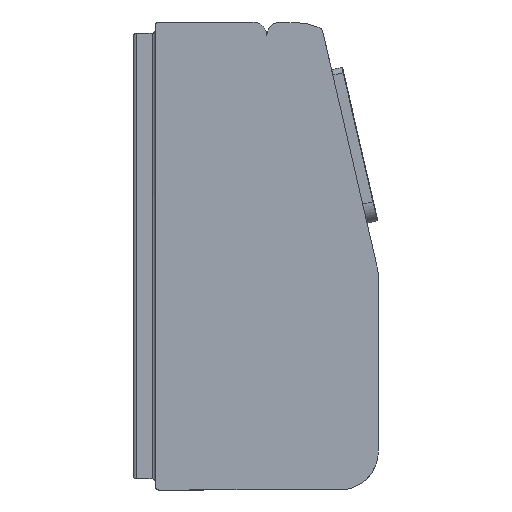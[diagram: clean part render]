
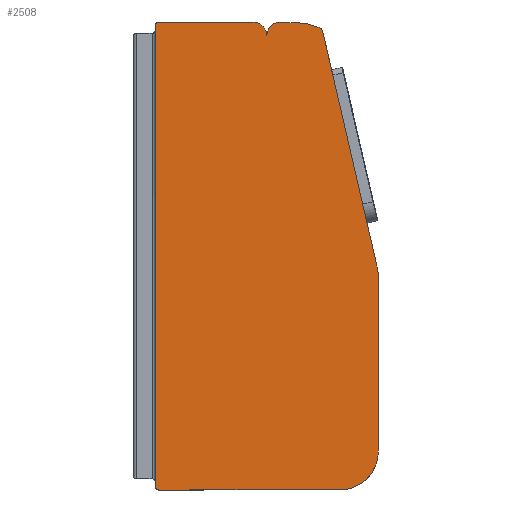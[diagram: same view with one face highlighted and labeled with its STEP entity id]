
A CAD part, left-side view. The second image highlights one B-rep face of the part: STEP entity #2508.
In plain terms, the highlighted planar face has unit normal (-1, 0, 0).
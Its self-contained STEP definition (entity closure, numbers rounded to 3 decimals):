
#2203=CARTESIAN_POINT('Line Origine',(-147.5,-104.,0.)) ;
#2207=CARTESIAN_POINT('Vertex',(-147.5,-23.,0.)) ;
#2209=CARTESIAN_POINT('Vertex',(-147.5,-185.,0.)) ;
#2235=CARTESIAN_POINT('Axis2P3D Location',(-147.5,-23.,3.)) ;
#2239=CARTESIAN_POINT('Vertex',(-147.5,-20.,3.)) ;
#2260=CARTESIAN_POINT('Line Origine',(-147.5,-20.,210.)) ;
#2264=CARTESIAN_POINT('Vertex',(-147.5,-20.,417.)) ;
#2319=CARTESIAN_POINT('Axis2P3D Location',(-147.5,-23.,417.)) ;
#2323=CARTESIAN_POINT('Vertex',(-147.5,-23.,420.)) ;
#2344=CARTESIAN_POINT('Line Origine',(-147.5,-65.25,420.)) ;
#2348=CARTESIAN_POINT('Vertex',(-147.5,-107.5,420.)) ;
#2369=CARTESIAN_POINT('Axis2P3D Location',(-147.5,-107.5,407.5)) ;
#2373=CARTESIAN_POINT('Vertex',(-147.5,-120.,407.5)) ;
#2389=CARTESIAN_POINT('Axis2P3D Location',(-147.5,-161.64,201.776)) ;
#2395=CARTESIAN_POINT('Control Point',(-147.5,-185.,0.)) ;
#2396=CARTESIAN_POINT('Control Point',(-147.5,-188.188,0.)) ;
#2397=CARTESIAN_POINT('Control Point',(-147.5,-191.376,0.363)) ;
#2398=CARTESIAN_POINT('Control Point',(-147.5,-194.509,1.089)) ;
#2399=CARTESIAN_POINT('Control Point',(-147.5,-200.555,3.242)) ;
#2400=CARTESIAN_POINT('Control Point',(-147.5,-205.962,6.698)) ;
#2401=CARTESIAN_POINT('Control Point',(-147.5,-208.456,8.728)) ;
#2402=CARTESIAN_POINT('Control Point',(-147.5,-212.938,13.321)) ;
#2403=CARTESIAN_POINT('Control Point',(-147.5,-216.274,18.803)) ;
#2404=CARTESIAN_POINT('Control Point',(-147.5,-217.621,21.724)) ;
#2405=CARTESIAN_POINT('Control Point',(-147.5,-219.074,26.14)) ;
#2406=CARTESIAN_POINT('Control Point',(-147.5,-219.781,30.711)) ;
#2407=CARTESIAN_POINT('Control Point',(-147.5,-219.927,32.137)) ;
#2408=CARTESIAN_POINT('Control Point',(-147.5,-220.,33.569)) ;
#2409=CARTESIAN_POINT('Control Point',(-147.5,-220.,35.)) ;
#2410=CARTESIAN_POINT('Vertex',(-147.5,-220.,35.)) ;
#2413=CARTESIAN_POINT('Line Origine',(-147.5,-220.,112.402)) ;
#2417=CARTESIAN_POINT('Vertex',(-147.5,-220.,189.803)) ;
#2421=CARTESIAN_POINT('Control Point',(-147.5,-220.,189.803)) ;
#2422=CARTESIAN_POINT('Control Point',(-147.5,-220.,192.072)) ;
#2423=CARTESIAN_POINT('Control Point',(-147.5,-219.871,194.341)) ;
#2424=CARTESIAN_POINT('Control Point',(-147.5,-219.614,196.6)) ;
#2425=CARTESIAN_POINT('Control Point',(-147.5,-219.229,198.84)) ;
#2426=CARTESIAN_POINT('Control Point',(-147.5,-218.719,201.051)) ;
#2427=CARTESIAN_POINT('Vertex',(-147.5,-218.719,201.051)) ;
#2430=CARTESIAN_POINT('Line Origine',(-147.5,-194.427,306.27)) ;
#2434=CARTESIAN_POINT('Vertex',(-147.5,-170.135,411.49)) ;
#2438=CARTESIAN_POINT('Control Point',(-147.5,-170.135,411.49)) ;
#2439=CARTESIAN_POINT('Control Point',(-147.5,-170.012,412.024)) ;
#2440=CARTESIAN_POINT('Control Point',(-147.5,-169.815,412.54)) ;
#2441=CARTESIAN_POINT('Control Point',(-147.5,-169.549,413.027)) ;
#2442=CARTESIAN_POINT('Control Point',(-147.5,-168.93,413.862)) ;
#2443=CARTESIAN_POINT('Control Point',(-147.5,-168.121,414.511)) ;
#2444=CARTESIAN_POINT('Control Point',(-147.5,-167.707,414.767)) ;
#2445=CARTESIAN_POINT('Control Point',(-147.5,-167.266,414.971)) ;
#2446=CARTESIAN_POINT('Control Point',(-147.5,-166.808,415.12)) ;
#2447=CARTESIAN_POINT('Vertex',(-147.5,-166.808,415.12)) ;
#2450=CARTESIAN_POINT('Line Origine',(-147.5,-161.617,416.807)) ;
#2454=CARTESIAN_POINT('Vertex',(-147.5,-156.427,418.494)) ;
#2458=CARTESIAN_POINT('Control Point',(-147.5,-156.427,418.494)) ;
#2459=CARTESIAN_POINT('Control Point',(-147.5,-156.058,418.613)) ;
#2460=CARTESIAN_POINT('Control Point',(-147.5,-155.682,418.709)) ;
#2461=CARTESIAN_POINT('Control Point',(-147.5,-155.3,418.78)) ;
#2462=CARTESIAN_POINT('Control Point',(-147.5,-154.914,418.825)) ;
#2463=CARTESIAN_POINT('Control Point',(-147.5,-154.527,418.846)) ;
#2464=CARTESIAN_POINT('Vertex',(-147.5,-154.527,418.846)) ;
#2467=CARTESIAN_POINT('Line Origine',(-147.5,-143.514,419.423)) ;
#2471=CARTESIAN_POINT('Vertex',(-147.5,-132.5,420.)) ;
#2475=CARTESIAN_POINT('Control Point',(-147.5,-132.5,420.)) ;
#2476=CARTESIAN_POINT('Control Point',(-147.5,-131.288,420.)) ;
#2477=CARTESIAN_POINT('Control Point',(-147.5,-130.075,419.853)) ;
#2478=CARTESIAN_POINT('Control Point',(-147.5,-128.886,419.559)) ;
#2479=CARTESIAN_POINT('Control Point',(-147.5,-126.604,418.689)) ;
#2480=CARTESIAN_POINT('Control Point',(-147.5,-124.596,417.298)) ;
#2481=CARTESIAN_POINT('Control Point',(-147.5,-123.681,416.484)) ;
#2482=CARTESIAN_POINT('Control Point',(-147.5,-122.068,414.65)) ;
#2483=CARTESIAN_POINT('Control Point',(-147.5,-120.94,412.484)) ;
#2484=CARTESIAN_POINT('Control Point',(-147.5,-120.51,411.337)) ;
#2485=CARTESIAN_POINT('Control Point',(-147.5,-120.156,409.866)) ;
#2486=CARTESIAN_POINT('Control Point',(-147.5,-120.025,408.369)) ;
#2487=CARTESIAN_POINT('Control Point',(-147.5,-120.008,408.079)) ;
#2488=CARTESIAN_POINT('Control Point',(-147.5,-120.,407.79)) ;
#2489=CARTESIAN_POINT('Control Point',(-147.5,-120.,407.5)) ;
#2205=VECTOR('Line Direction',#2204,1.) ;
#2262=VECTOR('Line Direction',#2261,1.) ;
#2346=VECTOR('Line Direction',#2345,1.) ;
#2415=VECTOR('Line Direction',#2414,1.) ;
#2432=VECTOR('Line Direction',#2431,1.) ;
#2452=VECTOR('Line Direction',#2451,1.) ;
#2469=VECTOR('Line Direction',#2468,1.) ;
#2204=DIRECTION('Vector Direction',(0.,-1.,0.)) ;
#2236=DIRECTION('Axis2P3D Direction',(-1.,0.,0.)) ;
#2261=DIRECTION('Vector Direction',(0.,0.,-1.)) ;
#2320=DIRECTION('Axis2P3D Direction',(-1.,0.,0.)) ;
#2345=DIRECTION('Vector Direction',(0.,1.,0.)) ;
#2370=DIRECTION('Axis2P3D Direction',(-1.,0.,0.)) ;
#2390=DIRECTION('Axis2P3D Direction',(1.,0.,0.)) ;
#2391=DIRECTION('Axis2P3D XDirection',(0.,0.,1.)) ;
#2414=DIRECTION('Vector Direction',(0.,0.,1.)) ;
#2431=DIRECTION('Vector Direction',(0.,0.225,0.974)) ;
#2451=DIRECTION('Vector Direction',(0.,0.951,0.309)) ;
#2468=DIRECTION('Vector Direction',(0.,0.999,0.052)) ;
#2237=AXIS2_PLACEMENT_3D('Circle Axis2P3D',#2235,#2236,$) ;
#2321=AXIS2_PLACEMENT_3D('Circle Axis2P3D',#2319,#2320,$) ;
#2371=AXIS2_PLACEMENT_3D('Circle Axis2P3D',#2369,#2370,$) ;
#2392=AXIS2_PLACEMENT_3D('Plane Axis2P3D',#2389,#2390,#2391) ;
#2206=LINE('Line',#2203,#2205) ;
#2263=LINE('Line',#2260,#2262) ;
#2347=LINE('Line',#2344,#2346) ;
#2416=LINE('Line',#2413,#2415) ;
#2433=LINE('Line',#2430,#2432) ;
#2453=LINE('Line',#2450,#2452) ;
#2470=LINE('Line',#2467,#2469) ;
#2238=CIRCLE('generated circle',#2237,3.) ;
#2322=CIRCLE('generated circle',#2321,3.) ;
#2372=CIRCLE('generated circle',#2371,12.5) ;
#2393=PLANE('',#2392) ;
#2211=EDGE_CURVE('',#2208,#2210,#2206,.T.) ;
#2241=EDGE_CURVE('',#2240,#2208,#2238,.T.) ;
#2266=EDGE_CURVE('',#2265,#2240,#2263,.T.) ;
#2325=EDGE_CURVE('',#2324,#2265,#2322,.T.) ;
#2350=EDGE_CURVE('',#2349,#2324,#2347,.T.) ;
#2375=EDGE_CURVE('',#2374,#2349,#2372,.T.) ;
#2412=EDGE_CURVE('',#2210,#2411,#2394,.T.) ;
#2419=EDGE_CURVE('',#2411,#2418,#2416,.T.) ;
#2429=EDGE_CURVE('',#2418,#2428,#2420,.T.) ;
#2436=EDGE_CURVE('',#2428,#2435,#2433,.T.) ;
#2449=EDGE_CURVE('',#2435,#2448,#2437,.T.) ;
#2456=EDGE_CURVE('',#2448,#2455,#2453,.T.) ;
#2466=EDGE_CURVE('',#2455,#2465,#2457,.T.) ;
#2473=EDGE_CURVE('',#2465,#2472,#2470,.T.) ;
#2490=EDGE_CURVE('',#2472,#2374,#2474,.T.) ;
#2492=ORIENTED_EDGE('',*,*,#2375,.T.) ;
#2493=ORIENTED_EDGE('',*,*,#2350,.T.) ;
#2494=ORIENTED_EDGE('',*,*,#2325,.T.) ;
#2495=ORIENTED_EDGE('',*,*,#2266,.T.) ;
#2496=ORIENTED_EDGE('',*,*,#2241,.T.) ;
#2497=ORIENTED_EDGE('',*,*,#2211,.T.) ;
#2498=ORIENTED_EDGE('',*,*,#2412,.T.) ;
#2499=ORIENTED_EDGE('',*,*,#2419,.T.) ;
#2500=ORIENTED_EDGE('',*,*,#2429,.T.) ;
#2501=ORIENTED_EDGE('',*,*,#2436,.T.) ;
#2502=ORIENTED_EDGE('',*,*,#2449,.T.) ;
#2503=ORIENTED_EDGE('',*,*,#2456,.T.) ;
#2504=ORIENTED_EDGE('',*,*,#2466,.T.) ;
#2505=ORIENTED_EDGE('',*,*,#2473,.T.) ;
#2506=ORIENTED_EDGE('',*,*,#2490,.T.) ;
#2491=EDGE_LOOP('',(#2492,#2493,#2494,#2495,#2496,#2497,#2498,#2499,#2500,#2501,#2502,#2503,#2504,#2505,#2506)) ;
#2208=VERTEX_POINT('',#2207) ;
#2210=VERTEX_POINT('',#2209) ;
#2240=VERTEX_POINT('',#2239) ;
#2265=VERTEX_POINT('',#2264) ;
#2324=VERTEX_POINT('',#2323) ;
#2349=VERTEX_POINT('',#2348) ;
#2374=VERTEX_POINT('',#2373) ;
#2411=VERTEX_POINT('',#2410) ;
#2418=VERTEX_POINT('',#2417) ;
#2428=VERTEX_POINT('',#2427) ;
#2435=VERTEX_POINT('',#2434) ;
#2448=VERTEX_POINT('',#2447) ;
#2455=VERTEX_POINT('',#2454) ;
#2465=VERTEX_POINT('',#2464) ;
#2472=VERTEX_POINT('',#2471) ;
#2508=ADVANCED_FACE('3E4',(#2507),#2393,.F.) ;
#2394=B_SPLINE_CURVE_WITH_KNOTS('',5,(#2395,#2396,#2397,#2398,#2399,#2400,#2401,#2402,#2403,#2404,#2405,#2406,#2407,#2408,#2409),.UNSPECIFIED.,.F.,.U.,(6,3,3,3,6),(0.,22.543,45.086,67.629,77.75),.UNSPECIFIED.) ;
#2420=B_SPLINE_CURVE_WITH_KNOTS('',5,(#2421,#2422,#2423,#2424,#2425,#2426),.UNSPECIFIED.,.F.,.U.,(6,6),(0.,16.044),.UNSPECIFIED.) ;
#2437=B_SPLINE_CURVE_WITH_KNOTS('',5,(#2438,#2439,#2440,#2441,#2442,#2443,#2444,#2445,#2446),.UNSPECIFIED.,.F.,.U.,(6,3,6),(0.,3.873,7.281),.UNSPECIFIED.) ;
#2457=B_SPLINE_CURVE_WITH_KNOTS('',5,(#2458,#2459,#2460,#2461,#2462,#2463),.UNSPECIFIED.,.F.,.U.,(6,6),(0.,2.74),.UNSPECIFIED.) ;
#2474=B_SPLINE_CURVE_WITH_KNOTS('',5,(#2475,#2476,#2477,#2478,#2479,#2480,#2481,#2482,#2483,#2484,#2485,#2486,#2487,#2488,#2489),.UNSPECIFIED.,.F.,.U.,(6,3,3,3,6),(0.,8.573,17.146,25.719,27.767),.UNSPECIFIED.) ;
#2507=FACE_OUTER_BOUND('',#2491,.T.) ;
